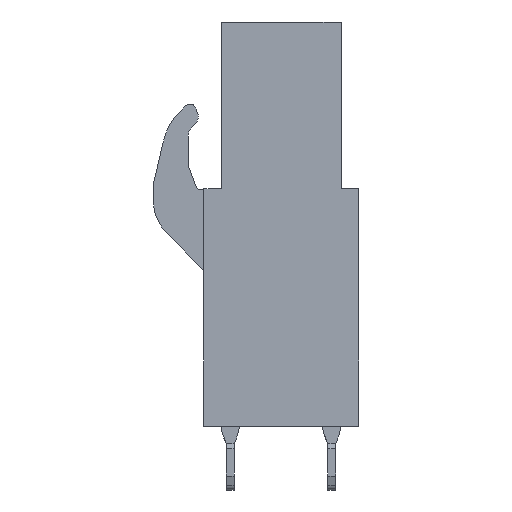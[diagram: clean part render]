
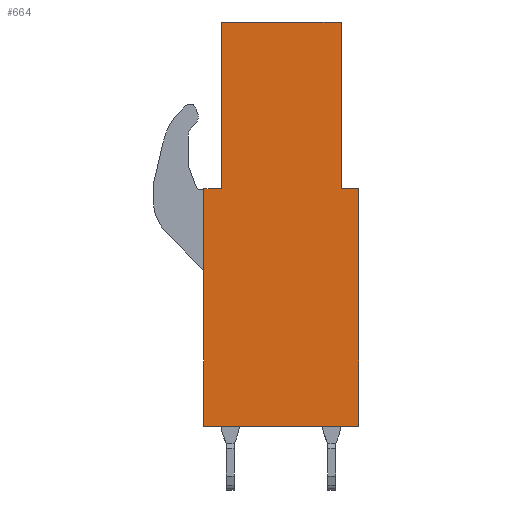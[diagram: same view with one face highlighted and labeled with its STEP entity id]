
A CAD part, left-side view. The second image highlights one B-rep face of the part: STEP entity #664.
In plain terms, the highlighted planar face has unit normal (-1, 0, 0).
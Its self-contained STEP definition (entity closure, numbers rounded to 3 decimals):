
#614=AXIS2_PLACEMENT_3D('Plane Axis2P3D',#611,#612,#613) ;
#36=CARTESIAN_POINT('Line Origine',(0.,3.875,23.45)) ;
#40=CARTESIAN_POINT('Vertex',(0.,0.875,23.45)) ;
#42=CARTESIAN_POINT('Vertex',(0.,6.875,23.45)) ;
#521=CARTESIAN_POINT('Vertex',(0.,7.75,3.2)) ;
#524=CARTESIAN_POINT('Line Origine',(0.,7.75,9.15)) ;
#528=CARTESIAN_POINT('Vertex',(0.,7.75,15.1)) ;
#611=CARTESIAN_POINT('Axis2P3D Location',(0.,0.,0.)) ;
#616=CARTESIAN_POINT('Line Origine',(0.,3.875,3.2)) ;
#620=CARTESIAN_POINT('Vertex',(0.,0.,3.2)) ;
#623=CARTESIAN_POINT('Line Origine',(0.,0.,9.15)) ;
#627=CARTESIAN_POINT('Vertex',(0.,0.,15.1)) ;
#630=CARTESIAN_POINT('Line Origine',(0.,0.438,15.1)) ;
#634=CARTESIAN_POINT('Vertex',(0.,0.875,15.1)) ;
#637=CARTESIAN_POINT('Line Origine',(0.,0.875,19.275)) ;
#642=CARTESIAN_POINT('Line Origine',(0.,6.875,19.275)) ;
#646=CARTESIAN_POINT('Vertex',(0.,6.875,15.1)) ;
#649=CARTESIAN_POINT('Line Origine',(0.,7.313,15.1)) ;
#37=DIRECTION('Vector Direction',(0.,1.,0.)) ;
#525=DIRECTION('Vector Direction',(0.,0.,1.)) ;
#612=DIRECTION('Axis2P3D Direction',(1.,0.,0.)) ;
#613=DIRECTION('Axis2P3D XDirection',(0.,1.,0.)) ;
#617=DIRECTION('Vector Direction',(0.,1.,0.)) ;
#624=DIRECTION('Vector Direction',(0.,0.,1.)) ;
#631=DIRECTION('Vector Direction',(0.,1.,0.)) ;
#638=DIRECTION('Vector Direction',(0.,0.,1.)) ;
#643=DIRECTION('Vector Direction',(0.,0.,1.)) ;
#650=DIRECTION('Vector Direction',(0.,-1.,0.)) ;
#38=VECTOR('Line Direction',#37,1.) ;
#526=VECTOR('Line Direction',#525,1.) ;
#618=VECTOR('Line Direction',#617,1.) ;
#625=VECTOR('Line Direction',#624,1.) ;
#632=VECTOR('Line Direction',#631,1.) ;
#639=VECTOR('Line Direction',#638,1.) ;
#644=VECTOR('Line Direction',#643,1.) ;
#651=VECTOR('Line Direction',#650,1.) ;
#655=ORIENTED_EDGE('',*,*,#530,.F.) ;
#656=ORIENTED_EDGE('',*,*,#622,.F.) ;
#657=ORIENTED_EDGE('',*,*,#629,.T.) ;
#658=ORIENTED_EDGE('',*,*,#636,.F.) ;
#659=ORIENTED_EDGE('',*,*,#641,.F.) ;
#660=ORIENTED_EDGE('',*,*,#44,.T.) ;
#661=ORIENTED_EDGE('',*,*,#648,.F.) ;
#662=ORIENTED_EDGE('',*,*,#653,.F.) ;
#664=ADVANCED_FACE('BLL 5.08/24/180 3.2 SN OR 1649010000',(#663),#615,.F.) ;
#44=EDGE_CURVE('',#41,#43,#39,.T.) ;
#530=EDGE_CURVE('',#522,#529,#527,.T.) ;
#622=EDGE_CURVE('',#621,#522,#619,.T.) ;
#629=EDGE_CURVE('',#621,#628,#626,.T.) ;
#636=EDGE_CURVE('',#635,#628,#633,.F.) ;
#641=EDGE_CURVE('',#41,#635,#640,.F.) ;
#648=EDGE_CURVE('',#647,#43,#645,.T.) ;
#653=EDGE_CURVE('',#529,#647,#652,.T.) ;
#654=EDGE_LOOP('',(#655,#656,#657,#658,#659,#660,#661,#662)) ;
#663=FACE_OUTER_BOUND('',#654,.T.) ;
#39=LINE('Line',#36,#38) ;
#527=LINE('Line',#524,#526) ;
#619=LINE('Line',#616,#618) ;
#626=LINE('Line',#623,#625) ;
#633=LINE('Line',#630,#632) ;
#640=LINE('Line',#637,#639) ;
#645=LINE('Line',#642,#644) ;
#652=LINE('Line',#649,#651) ;
#615=PLANE('',#614) ;
#41=VERTEX_POINT('',#40) ;
#43=VERTEX_POINT('',#42) ;
#522=VERTEX_POINT('',#521) ;
#529=VERTEX_POINT('',#528) ;
#621=VERTEX_POINT('',#620) ;
#628=VERTEX_POINT('',#627) ;
#635=VERTEX_POINT('',#634) ;
#647=VERTEX_POINT('',#646) ;
